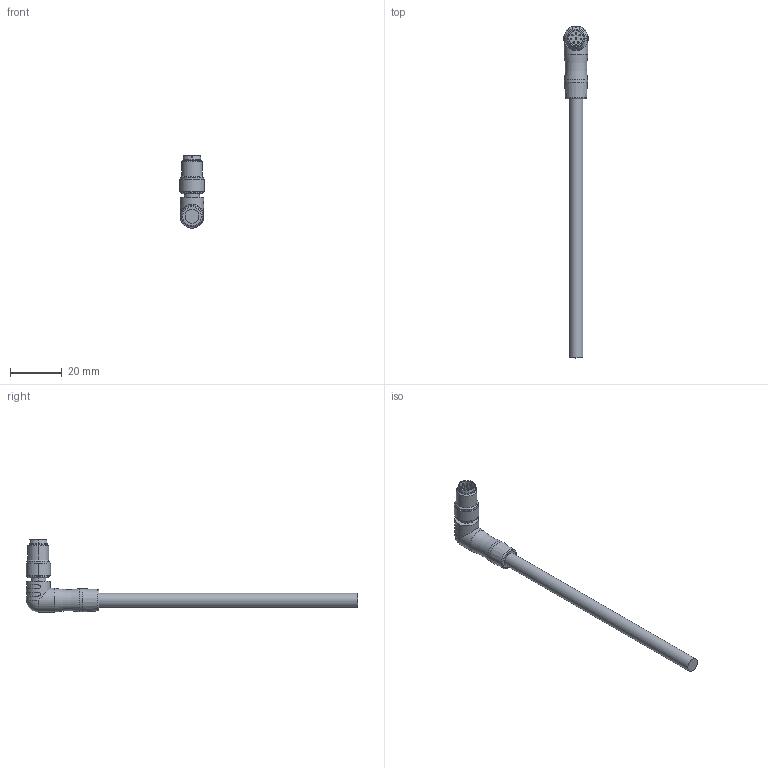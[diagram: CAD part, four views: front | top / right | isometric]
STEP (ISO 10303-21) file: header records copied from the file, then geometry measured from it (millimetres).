
FILE_DESCRIPTION(/* description */ (''),/* implementation_level */ '2;1');
FILE_NAME(/* name */ 'SLZ8-M-P00.stp',/* time_stamp */ '2018-12-10T15:49:19+08:00',/* author */ (''),/* organization */ (''),/* preprocessor_version */ 'ST-DEVELOPER v14',/* originating_system */ 'SIEMENS PLM Software NX 8.0',/* authorisation */ '');
FILE_SCHEMA (('AUTOMOTIVE_DESIGN { 1 0 10303 214 3 1 1 1 }'));
Length unit declared in the file: millimetre
Products named in the file (1): DELL25443504igai
Bounding box: 9.5 x 128.15 x 27.9 mm (x, y, z)
Volume: 4865.1 mm3; surface area: 4159.1 mm2
Topology: 1 solids, 25 shells, 361 faces, 862 edges, 534 vertices
Faces by surface type: cylinder 227, plane 73, cone 41, sphere 17, torus 2, bspline 1
Full cylindrical faces by diameter (mm): 5.4 x1, 9.2 x2
Entity records: 12928 total; most frequent: DIRECTION 2043, CARTESIAN_POINT 1956, ORIENTED_EDGE 1620, AXIS2_PLACEMENT_3D 883, EDGE_CURVE 810, CIRCLE 521, VERTEX_POINT 508, EDGE_LOOP 418
